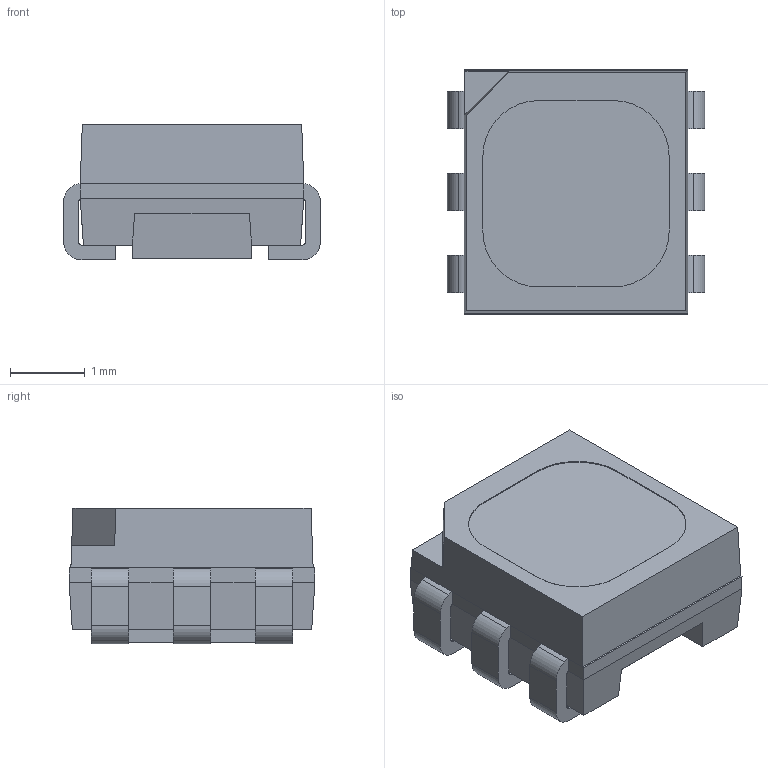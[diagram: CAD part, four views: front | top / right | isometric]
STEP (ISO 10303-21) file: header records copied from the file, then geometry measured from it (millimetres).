
FILE_DESCRIPTION(/* description */ (''),/* implementation_level */ '2;1');
FILE_NAME(/* name */ 'PLCC-6-LED.step',/* time_stamp */ '2021-07-07T12:28:38+02:00',/* author */ (''),/* organization */ (''),/* preprocessor_version */ 'ST-DEVELOPER v18.1',/* originating_system */ 'Autodesk Translation Framework v10.9.0.1377',/* authorisation */ '');
FILE_SCHEMA (('AUTOMOTIVE_DESIGN { 1 0 10303 214 3 1 1 }'));
Length unit declared in the file: millimetre
Products named in the file (1): P3333
Bounding box: 3.45 x 3.3 x 1.82 mm (x, y, z)
Volume: 16.2 mm3; surface area: 50.5 mm2
Topology: 1 solids, 1 shells, 121 faces, 379 edges, 250 vertices
Faces by surface type: plane 78, cylinder 34, bspline 9
Entity records: 4353 total; most frequent: CARTESIAN_POINT 934, ORIENTED_EDGE 758, DIRECTION 651, EDGE_CURVE 379, LINE 289, VECTOR 289, VERTEX_POINT 250, AXIS2_PLACEMENT_3D 181
